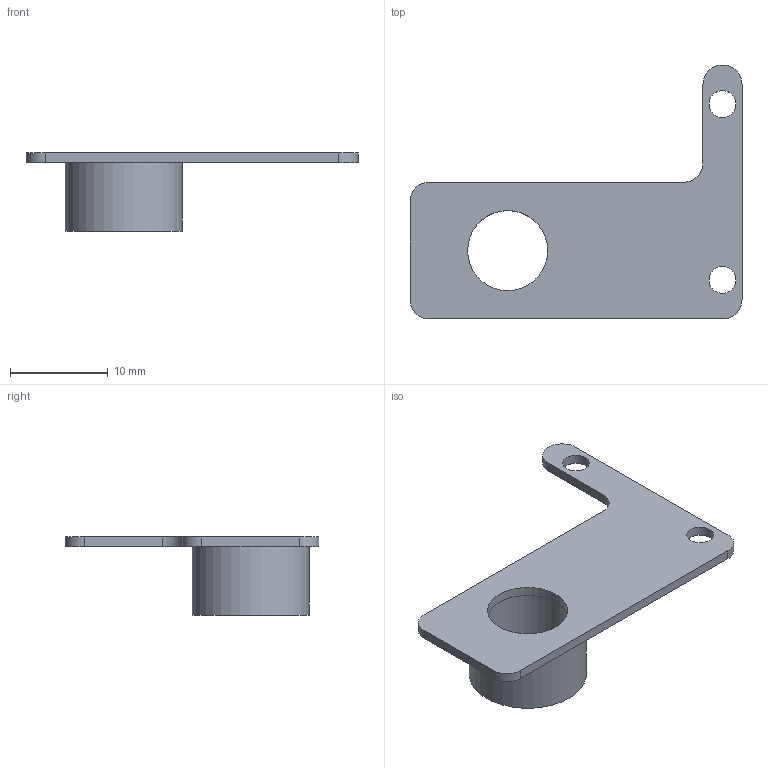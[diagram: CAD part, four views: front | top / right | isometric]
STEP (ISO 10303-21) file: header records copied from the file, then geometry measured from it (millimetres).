
FILE_DESCRIPTION(('FreeCAD Model'),'2;1');
FILE_NAME('z_axis_stabilizer.step', '2018-12-24T22:54:35',('Felix Morgner'),(''), 'Open CASCADE STEP processor 7.3','FreeCAD','Unknown');
FILE_SCHEMA(('AUTOMOTIVE_DESIGN { 1 0 10303 214 1 1 1 1 }'));
Length unit declared in the file: millimetre
Products named in the file (1): Chamfer
Bounding box: 34 x 26 x 8 mm (x, y, z)
Volume: 864.5 mm3; surface area: 1505.1 mm2
Topology: 1 solids, 1 shells, 21 faces, 52 edges, 34 vertices
Faces by surface type: cylinder 11, plane 9, cone 1
Full cylindrical faces by diameter (mm): 2.75 x2, 8.2 x2, 12 x1
Entity records: 1364 total; most frequent: CARTESIAN_POINT 297, DIRECTION 197, ORIENTED_EDGE 104, PCURVE 104, DEFINITIONAL_REPRESENTATION 104, LINE 101, VECTOR 101, EDGE_CURVE 52
